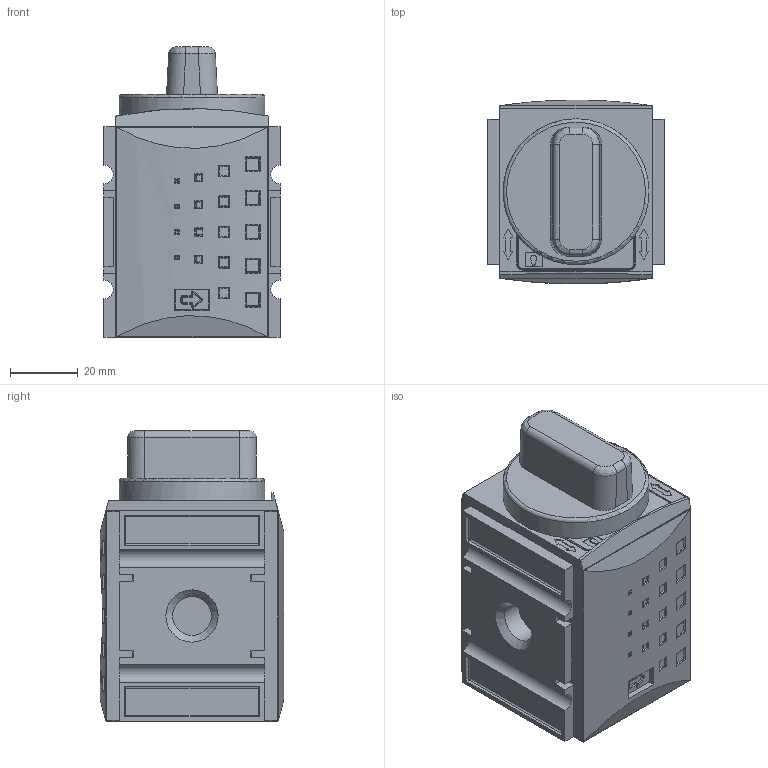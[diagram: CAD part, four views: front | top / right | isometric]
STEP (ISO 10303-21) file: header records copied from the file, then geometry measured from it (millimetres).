
FILE_DESCRIPTION((''),'2;1');
FILE_NAME('KBAV-114.stp','2010-01-29T13:16:55',('DDruske'),(''),'Autodesk Inventor 2009','Autodesk Inventor 2009','');
FILE_SCHEMA(('AUTOMOTIVE_DESIGN { 1 0 10303 214 1 1 1 1 }'));
Length unit declared in the file: millimetre
Products named in the file (1): Bauteil5
Bounding box: 52 x 54.19 x 85.6 mm (x, y, z)
Volume: 170439 mm3; surface area: 31848.4 mm2
Topology: 2 solids, 2 shells, 847 faces, 2250 edges, 1409 vertices
Faces by surface type: cylinder 298, plane 276, bspline 182, torus 79, cone 8, sphere 4
Full cylindrical faces by diameter (mm): 11.445 x3, 15.1 x1, 16.8 x2, 28 x1, 43 x1
Entity records: 33191 total; most frequent: CARTESIAN_POINT 12186, ORIENTED_EDGE 4386, DIRECTION 3917, EDGE_CURVE 2193, VERTEX_POINT 1404, AXIS2_PLACEMENT_3D 1331, VECTOR 1255, LINE 1255
